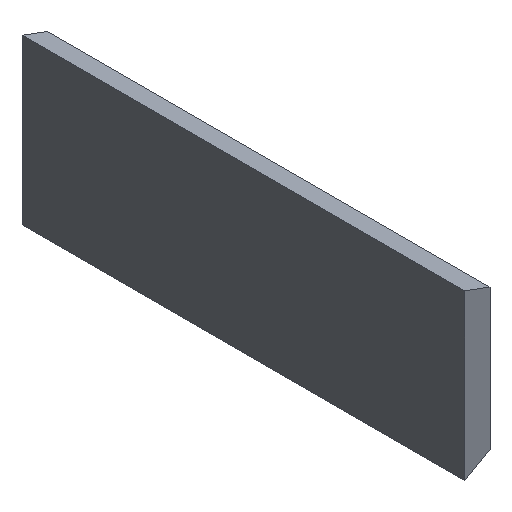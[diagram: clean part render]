
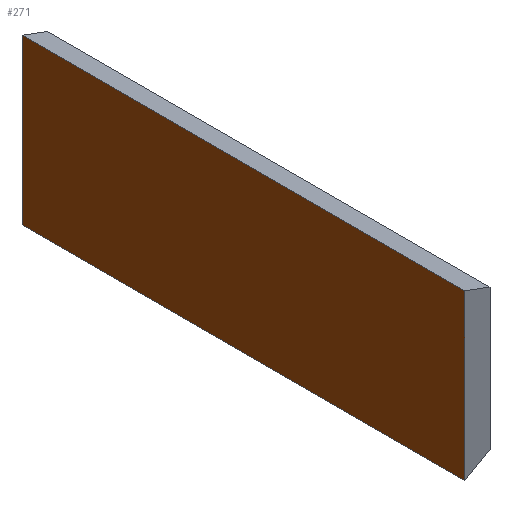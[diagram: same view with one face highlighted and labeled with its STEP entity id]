
A CAD part, isometric view. The second image highlights one B-rep face of the part: STEP entity #271.
In plain terms, the highlighted planar face has unit normal (-1, 0, 0).
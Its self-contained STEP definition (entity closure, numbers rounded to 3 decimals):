
#116=VERTEX_POINT('',#357);
#117=VERTEX_POINT('',#359);
#118=VERTEX_POINT('',#363);
#119=VERTEX_POINT('',#365);
#137=VECTOR('',#310,1.);
#139=VECTOR('',#313,1.);
#140=VECTOR('',#314,1.);
#141=VECTOR('',#315,1.);
#161=LINE('',#358,#137);
#163=LINE('',#362,#139);
#164=LINE('',#364,#140);
#165=LINE('',#366,#141);
#185=EDGE_CURVE('',#117,#116,#161,.T.);
#187=EDGE_CURVE('',#116,#118,#163,.T.);
#188=EDGE_CURVE('',#119,#118,#164,.T.);
#189=EDGE_CURVE('',#117,#119,#165,.T.);
#224=ORIENTED_EDGE('',*,*,#187,.T.);
#225=ORIENTED_EDGE('',*,*,#188,.F.);
#226=ORIENTED_EDGE('',*,*,#189,.F.);
#227=ORIENTED_EDGE('',*,*,#185,.T.);
#248=EDGE_LOOP('',(#224,#225,#226,#227));
#260=FACE_BOUND('',#248,.T.);
#271=ADVANCED_FACE('',(#260),#379,.T.);
#282=AXIS2_PLACEMENT_3D('',#361,#312,$);
#310=DIRECTION('',(0.,-1.,0.));
#312=DIRECTION('',(-1.,0.,0.));
#313=DIRECTION('',(0.,0.,1.));
#314=DIRECTION('',(0.,-1.,0.));
#315=DIRECTION('',(0.,0.,1.));
#357=CARTESIAN_POINT('',(6.,-34.,58.575));
#358=CARTESIAN_POINT('',(6.,1.,58.575));
#359=CARTESIAN_POINT('',(6.,1.,58.575));
#361=CARTESIAN_POINT('',(6.,1.,65.068));
#362=CARTESIAN_POINT('',(6.,-34.,58.575));
#363=CARTESIAN_POINT('',(6.,-34.,71.562));
#364=CARTESIAN_POINT('',(6.,1.,71.562));
#365=CARTESIAN_POINT('',(6.,1.,71.562));
#366=CARTESIAN_POINT('',(6.,1.,58.575));
#379=PLANE('',#282);
